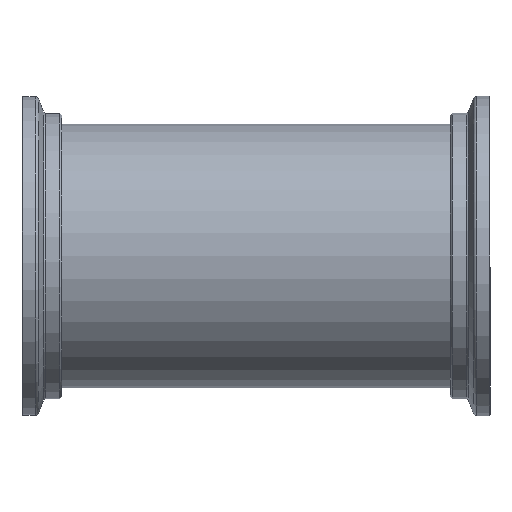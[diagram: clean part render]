
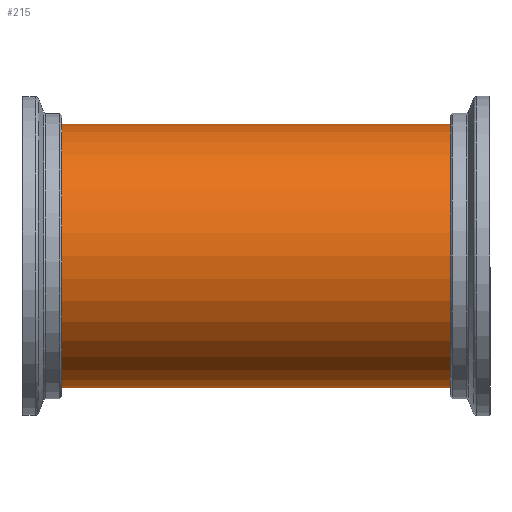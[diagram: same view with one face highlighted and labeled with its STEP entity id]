
A CAD part, front view. The second image highlights one B-rep face of the part: STEP entity #215.
In plain terms, the highlighted cylindrical face has radius 66.5 mm (diameter 133 mm), a full revolution.
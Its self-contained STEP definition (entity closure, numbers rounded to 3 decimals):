
#41=CYLINDRICAL_SURFACE('',#262,66.5);
#49=ORIENTED_EDGE('',*,*,#85,.T.);
#50=ORIENTED_EDGE('',*,*,#83,.F.);
#83=EDGE_CURVE('',#101,#101,#119,.T.);
#85=EDGE_CURVE('',#103,#103,#121,.T.);
#101=VERTEX_POINT('',#381);
#103=VERTEX_POINT('',#386);
#119=CIRCLE('',#260,66.5);
#121=CIRCLE('',#263,66.5);
#139=EDGE_LOOP('',(#49));
#140=EDGE_LOOP('',(#50));
#175=FACE_BOUND('',#139,.T.);
#176=FACE_BOUND('',#140,.T.);
#215=ADVANCED_FACE('',(#175,#176),#41,.T.);
#260=AXIS2_PLACEMENT_3D('',#380,#302,#303);
#262=AXIS2_PLACEMENT_3D('',#384,#306,#307);
#263=AXIS2_PLACEMENT_3D('',#385,#308,#309);
#302=DIRECTION('',(-1.,0.,0.));
#303=DIRECTION('',(0.,0.,1.));
#306=DIRECTION('',(-1.,0.,0.));
#307=DIRECTION('',(0.,0.,1.));
#308=DIRECTION('',(-1.,0.,0.));
#309=DIRECTION('',(0.,0.,1.));
#380=CARTESIAN_POINT('',(-103.,0.,0.));
#381=CARTESIAN_POINT('',(-103.,0.,66.5));
#384=CARTESIAN_POINT('',(0.,0.,0.));
#385=CARTESIAN_POINT('',(103.,0.,0.));
#386=CARTESIAN_POINT('',(103.,0.,66.5));
